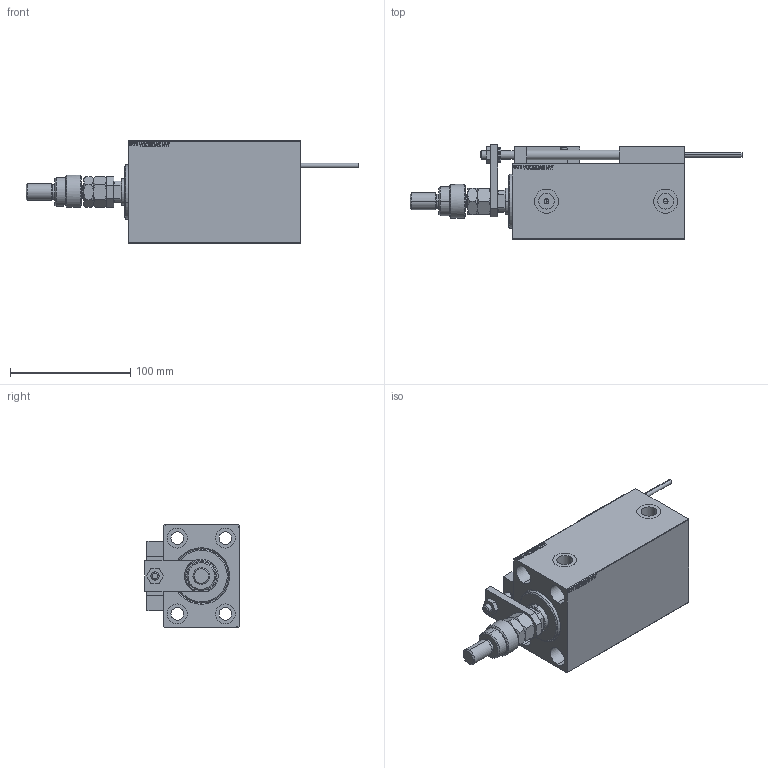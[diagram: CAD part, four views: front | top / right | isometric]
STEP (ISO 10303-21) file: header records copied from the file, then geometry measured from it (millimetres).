
FILE_DESCRIPTION (( 'STEP AP203' ), '1' );
FILE_NAME ('3e1f.STEP', '2022-04-17T08:44:08', ( '' ), ( '' ), 'SwSTEP 2.0', 'SolidWorks 2019', '' );
FILE_SCHEMA (( 'CONFIG_CONTROL_DESIGN' ));
Length unit declared in the file: millimetre
Products named in the file (18): V450CM_VC_B 364b7440e12f24f0ffb3fa52c0f97ec1; MFA 364b7440e12f24f0ffb3fa52c0f97ec1; KONCOVKA 364b7440e12f24f0ffb3fa52c0f97ec1; MAGNET 364b7440e12f24f0ffb3fa52c0f97ec1; SWITCH_X_FRONT_BACK 364b7440e12f24f0ffb3fa52c0f97ec1; X_Y_DFA 364b7440e12f24f0ffb3fa52c0f97ec1; ZARAZKA 364b7440e12f24f0ffb3fa52c0f97ec1; FEMALE_PART_FOR_DFA 364b7440e12f24f0ffb3fa52c0f97ec1; SWITCH X 364b7440e12f24f0ffb3fa52c0f97ec1; V450CM_C_VCP 364b7440e12f24f0ffb3fa52c0f97ec1; ALLEN BOLT D5 364b7440e12f24f0ffb3fa52c0f97ec1; TYC_L79 364b7440e12f24f0ffb3fa52c0f97ec1; ALLEN BOLT D8 364b7440e12f24f0ffb3fa52c0f97ec1; V450CM_C_Body 364b7440e12f24f0ffb3fa52c0f97ec1; Block 364b7440e12f24f0ffb3fa52c0f97ec1; 3e1f; SWITCH DIM B,W 364b7440e12f24f0ffb3fa52c0f97ec1; NUT_D12 364b7440e12f24f0ffb3fa52c0f97ec1
Assembly tree (27 placements, depth 3):
  3e1f
    V450CM_C_Body 364b7440e12f24f0ffb3fa52c0f97ec1
    SWITCH X 364b7440e12f24f0ffb3fa52c0f97ec1
      SWITCH_X_FRONT_BACK 364b7440e12f24f0ffb3fa52c0f97ec1  x2
      TYC_L79 364b7440e12f24f0ffb3fa52c0f97ec1
      Block 364b7440e12f24f0ffb3fa52c0f97ec1  x2
      ALLEN BOLT D5 364b7440e12f24f0ffb3fa52c0f97ec1  x4
      ALLEN BOLT D8 364b7440e12f24f0ffb3fa52c0f97ec1  x4
      MAGNET 364b7440e12f24f0ffb3fa52c0f97ec1  x2
      KONCOVKA 364b7440e12f24f0ffb3fa52c0f97ec1  x2
    NUT_D12 364b7440e12f24f0ffb3fa52c0f97ec1
    SWITCH DIM B,W 364b7440e12f24f0ffb3fa52c0f97ec1
    ZARAZKA 364b7440e12f24f0ffb3fa52c0f97ec1
    V450CM_C_VCP 364b7440e12f24f0ffb3fa52c0f97ec1
    V450CM_VC_B 364b7440e12f24f0ffb3fa52c0f97ec1
    X_Y_DFA 364b7440e12f24f0ffb3fa52c0f97ec1
      FEMALE_PART_FOR_DFA 364b7440e12f24f0ffb3fa52c0f97ec1
      MFA 364b7440e12f24f0ffb3fa52c0f97ec1
Bounding box: 276 x 78.5 x 85 mm (x, y, z)
Volume: 705429.3 mm3; surface area: 149144.3 mm2
Topology: 25 solids, 25 shells, 1384 faces, 3296 edges, 2095 vertices
Faces by surface type: plane 593, bspline 380, cylinder 213, cone 146, torus 48, sphere 4
Entity records: 53742 total; most frequent: CARTESIAN_POINT 26948, ORIENTED_EDGE 5612, DIRECTION 3926, EDGE_CURVE 2806, VERTEX_POINT 1819, VECTOR 1560, LINE 1560, EDGE_LOOP 1303
